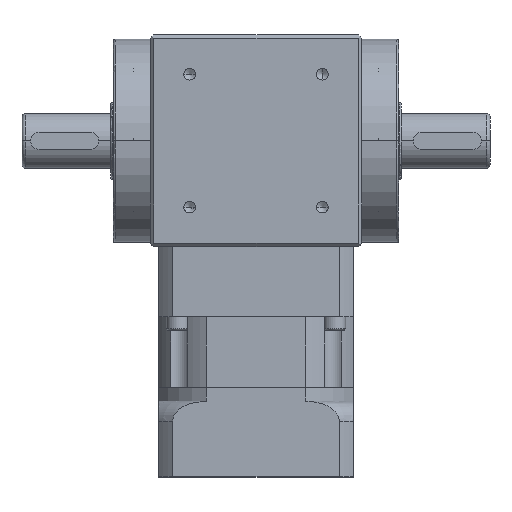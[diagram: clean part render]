
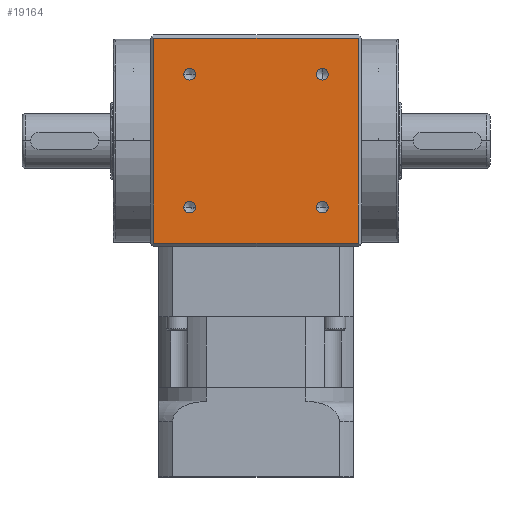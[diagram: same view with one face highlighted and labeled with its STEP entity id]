
A CAD part, top view. The second image highlights one B-rep face of the part: STEP entity #19164.
In plain terms, the highlighted planar face has unit normal (0, 0, 1).
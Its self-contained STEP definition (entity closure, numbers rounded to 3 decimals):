
#339 = EDGE_LOOP ( 'NONE', ( #20682, #10034 ) ) ;
#450 = CARTESIAN_POINT ( 'NONE',  ( 38.891, 235.191, 62. ) ) ;
#612 = CARTESIAN_POINT ( 'NONE',  ( -59.887, 256.3, 62. ) ) ;
#681 = EDGE_CURVE ( 'NONE', #19648, #20205, #26911, .T. ) ;
#703 = DIRECTION ( 'NONE',  ( 0., 0., 1. ) ) ;
#714 = CARTESIAN_POINT ( 'NONE',  ( 38.891, 231.791, 62. ) ) ;
#784 = EDGE_CURVE ( 'NONE', #26034, #7837, #13780, .T. ) ;
#1834 = AXIS2_PLACEMENT_3D ( 'NONE', #25832, #12568, #28003 ) ;
#1854 = CARTESIAN_POINT ( 'NONE',  ( -75., 256.3, 62. ) ) ;
#2213 = CIRCLE ( 'NONE', #26213, 3.4 ) ;
#2513 = CARTESIAN_POINT ( 'NONE',  ( -38.891, 154.009, 62. ) ) ;
#2644 = VERTEX_POINT ( 'NONE', #4633 ) ;
#2696 = FACE_BOUND ( 'NONE', #22305, .T. ) ;
#2744 = VERTEX_POINT ( 'NONE', #24917 ) ;
#2795 = CIRCLE ( 'NONE', #6827, 3.4 ) ;
#2797 = DIRECTION ( 'NONE',  ( 0., -1., 0. ) ) ;
#3402 = FACE_OUTER_BOUND ( 'NONE', #13232, .T. ) ;
#3891 = ORIENTED_EDGE ( 'NONE', *, *, #12441, .F. ) ;
#4117 = ORIENTED_EDGE ( 'NONE', *, *, #5081, .F. ) ;
#4633 = CARTESIAN_POINT ( 'NONE',  ( 38.891, 160.809, 62. ) ) ;
#4700 = DIRECTION ( 'NONE',  ( -1., 0., 0. ) ) ;
#4758 = CARTESIAN_POINT ( 'NONE',  ( -75., 258.3, 62. ) ) ;
#5081 = EDGE_CURVE ( 'NONE', #2644, #2744, #24708, .T. ) ;
#5412 = DIRECTION ( 'NONE',  ( 0., -1., 0. ) ) ;
#5693 = EDGE_CURVE ( 'NONE', #7092, #25622, #21923, .T. ) ;
#6827 = AXIS2_PLACEMENT_3D ( 'NONE', #450, #16314, #2797 ) ;
#6949 = CARTESIAN_POINT ( 'NONE',  ( 38.891, 238.591, 62. ) ) ;
#7077 = DIRECTION ( 'NONE',  ( 0., 1., 0. ) ) ;
#7092 = VERTEX_POINT ( 'NONE', #28277 ) ;
#7160 = DIRECTION ( 'NONE',  ( 0., 0., 1. ) ) ;
#7230 = AXIS2_PLACEMENT_3D ( 'NONE', #20967, #19287, #19491 ) ;
#7837 = VERTEX_POINT ( 'NONE', #20061 ) ;
#7871 = VECTOR ( 'NONE', #4700, 1000. ) ;
#8283 = DIRECTION ( 'NONE',  ( 0., 1., 0. ) ) ;
#8390 = LINE ( 'NONE', #1854, #27366 ) ;
#8845 = FACE_BOUND ( 'NONE', #20592, .T. ) ;
#9226 = ORIENTED_EDGE ( 'NONE', *, *, #23119, .F. ) ;
#9869 = ORIENTED_EDGE ( 'NONE', *, *, #15861, .F. ) ;
#9952 = VERTEX_POINT ( 'NONE', #612 ) ;
#10034 = ORIENTED_EDGE ( 'NONE', *, *, #19897, .F. ) ;
#10074 = DIRECTION ( 'NONE',  ( 0., 0., 1. ) ) ;
#10131 = DIRECTION ( 'NONE',  ( 0., 0., 1. ) ) ;
#11226 = AXIS2_PLACEMENT_3D ( 'NONE', #20519, #7160, #22791 ) ;
#11299 = DIRECTION ( 'NONE',  ( 0., 0., 1. ) ) ;
#11530 = CARTESIAN_POINT ( 'NONE',  ( -38.891, 160.809, 62. ) ) ;
#12062 = EDGE_LOOP ( 'NONE', ( #9226, #3891 ) ) ;
#12292 = AXIS2_PLACEMENT_3D ( 'NONE', #14278, #703, #16552 ) ;
#12441 = EDGE_CURVE ( 'NONE', #16530, #21463, #2795, .T. ) ;
#12568 = DIRECTION ( 'NONE',  ( 0., 0., 1. ) ) ;
#12681 = ORIENTED_EDGE ( 'NONE', *, *, #15513, .F. ) ;
#12860 = CARTESIAN_POINT ( 'NONE',  ( -38.891, 231.791, 62. ) ) ;
#13232 = EDGE_LOOP ( 'NONE', ( #15981, #12681, #22341, #28391 ) ) ;
#13390 = ORIENTED_EDGE ( 'NONE', *, *, #5693, .F. ) ;
#13780 = LINE ( 'NONE', #14986, #7871 ) ;
#13829 = CARTESIAN_POINT ( 'NONE',  ( 59.887, 256.3, 62. ) ) ;
#14019 = VECTOR ( 'NONE', #8283, 1000. ) ;
#14205 = EDGE_CURVE ( 'NONE', #7837, #9952, #19263, .T. ) ;
#14278 = CARTESIAN_POINT ( 'NONE',  ( 38.891, 157.409, 62. ) ) ;
#14986 = CARTESIAN_POINT ( 'NONE',  ( -75., 136.3, 62. ) ) ;
#15513 = EDGE_CURVE ( 'NONE', #9952, #22609, #8390, .T. ) ;
#15861 = EDGE_CURVE ( 'NONE', #25622, #7092, #2213, .T. ) ;
#15981 = ORIENTED_EDGE ( 'NONE', *, *, #19791, .F. ) ;
#16314 = DIRECTION ( 'NONE',  ( 0., 0., 1. ) ) ;
#16530 = VERTEX_POINT ( 'NONE', #6949 ) ;
#16552 = DIRECTION ( 'NONE',  ( 0., -1., 0. ) ) ;
#17648 = DIRECTION ( 'NONE',  ( 1., 0., 0. ) ) ;
#18861 = LINE ( 'NONE', #21085, #24753 ) ;
#19104 = AXIS2_PLACEMENT_3D ( 'NONE', #23439, #10131, #25559 ) ;
#19164 = ADVANCED_FACE ( 'NONE', ( #8845, #20636, #2696, #25758, #3402 ), #22617, .F. ) ;
#19263 = LINE ( 'NONE', #23855, #14019 ) ;
#19287 = DIRECTION ( 'NONE',  ( 0., 0., 1. ) ) ;
#19491 = DIRECTION ( 'NONE',  ( 0., -1., 0. ) ) ;
#19648 = VERTEX_POINT ( 'NONE', #2513 ) ;
#19791 = EDGE_CURVE ( 'NONE', #22609, #26034, #18861, .T. ) ;
#19897 = EDGE_CURVE ( 'NONE', #20205, #19648, #25703, .T. ) ;
#20061 = CARTESIAN_POINT ( 'NONE',  ( -59.887, 136.3, 62. ) ) ;
#20205 = VERTEX_POINT ( 'NONE', #11530 ) ;
#20439 = DIRECTION ( 'NONE',  ( 0., 0., -1. ) ) ;
#20519 = CARTESIAN_POINT ( 'NONE',  ( -38.891, 235.191, 62. ) ) ;
#20592 = EDGE_LOOP ( 'NONE', ( #9869, #13390 ) ) ;
#20636 = FACE_BOUND ( 'NONE', #12062, .T. ) ;
#20682 = ORIENTED_EDGE ( 'NONE', *, *, #681, .F. ) ;
#20687 = AXIS2_PLACEMENT_3D ( 'NONE', #4758, #20439, #7077 ) ;
#20967 = CARTESIAN_POINT ( 'NONE',  ( -38.891, 157.409, 62. ) ) ;
#21085 = CARTESIAN_POINT ( 'NONE',  ( 59.887, 0., 62. ) ) ;
#21463 = VERTEX_POINT ( 'NONE', #714 ) ;
#21923 = CIRCLE ( 'NONE', #11226, 3.4 ) ;
#22305 = EDGE_LOOP ( 'NONE', ( #26043, #4117 ) ) ;
#22341 = ORIENTED_EDGE ( 'NONE', *, *, #14205, .F. ) ;
#22609 = VERTEX_POINT ( 'NONE', #13829 ) ;
#22617 = PLANE ( 'NONE',  #20687 ) ;
#22791 = DIRECTION ( 'NONE',  ( 0., -1., 0. ) ) ;
#23119 = EDGE_CURVE ( 'NONE', #21463, #16530, #23228, .T. ) ;
#23228 = CIRCLE ( 'NONE', #26776, 3.4 ) ;
#23381 = CARTESIAN_POINT ( 'NONE',  ( -38.891, 235.191, 62. ) ) ;
#23439 = CARTESIAN_POINT ( 'NONE',  ( 38.891, 157.409, 62. ) ) ;
#23855 = CARTESIAN_POINT ( 'NONE',  ( -59.887, 0., 62. ) ) ;
#24376 = EDGE_CURVE ( 'NONE', #2744, #2644, #26804, .T. ) ;
#24606 = CARTESIAN_POINT ( 'NONE',  ( 38.891, 235.191, 62. ) ) ;
#24708 = CIRCLE ( 'NONE', #12292, 3.4 ) ;
#24753 = VECTOR ( 'NONE', #5412, 1000. ) ;
#24917 = CARTESIAN_POINT ( 'NONE',  ( 38.891, 154.009, 62. ) ) ;
#25503 = DIRECTION ( 'NONE',  ( 0., -1., 0. ) ) ;
#25559 = DIRECTION ( 'NONE',  ( 0., -1., 0. ) ) ;
#25613 = CARTESIAN_POINT ( 'NONE',  ( 59.887, 136.3, 62. ) ) ;
#25622 = VERTEX_POINT ( 'NONE', #12860 ) ;
#25703 = CIRCLE ( 'NONE', #1834, 3.4 ) ;
#25758 = FACE_BOUND ( 'NONE', #339, .T. ) ;
#25832 = CARTESIAN_POINT ( 'NONE',  ( -38.891, 157.409, 62. ) ) ;
#26034 = VERTEX_POINT ( 'NONE', #25613 ) ;
#26043 = ORIENTED_EDGE ( 'NONE', *, *, #24376, .F. ) ;
#26213 = AXIS2_PLACEMENT_3D ( 'NONE', #23381, #10074, #25503 ) ;
#26729 = DIRECTION ( 'NONE',  ( 0., -1., 0. ) ) ;
#26776 = AXIS2_PLACEMENT_3D ( 'NONE', #24606, #11299, #26729 ) ;
#26804 = CIRCLE ( 'NONE', #19104, 3.4 ) ;
#26911 = CIRCLE ( 'NONE', #7230, 3.4 ) ;
#27366 = VECTOR ( 'NONE', #17648, 1000. ) ;
#28003 = DIRECTION ( 'NONE',  ( 0., -1., 0. ) ) ;
#28277 = CARTESIAN_POINT ( 'NONE',  ( -38.891, 238.591, 62. ) ) ;
#28391 = ORIENTED_EDGE ( 'NONE', *, *, #784, .F. ) ;
